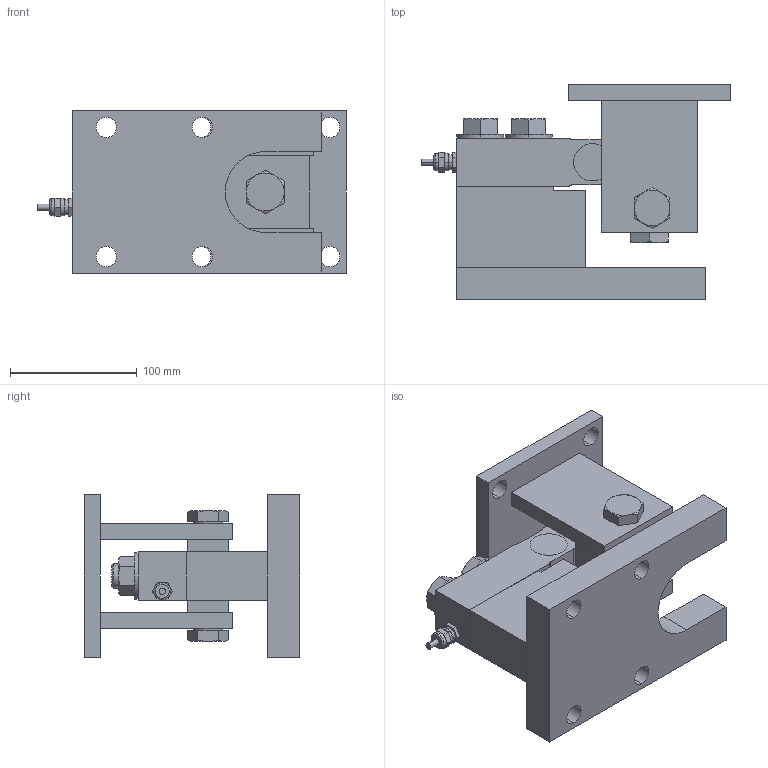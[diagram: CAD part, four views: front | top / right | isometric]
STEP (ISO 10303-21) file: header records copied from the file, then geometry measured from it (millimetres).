
FILE_DESCRIPTION (( 'STEP AP203' ), '1' );
FILE_NAME ('563YHM2-(3000-5000)kg.STEP', '2025-07-10T08:39:01', ( '' ), ( '' ), 'SwSTEP 2.0', 'SolidWorks 2024', '' );
FILE_SCHEMA (( 'CONFIG_CONTROL_DESIGN' ));
Length unit declared in the file: millimetre
Products named in the file (1): 563YHM2-(3000-5000)kg
Bounding box: 243.7 x 170 x 128 mm (x, y, z)
Volume: 1583997.8 mm3; surface area: 221495.1 mm2
Topology: 4 solids, 4 shells, 204 faces, 476 edges, 304 vertices
Faces by surface type: plane 117, cylinder 43, cone 42, torus 2
Entity records: 6143 total; most frequent: CARTESIAN_POINT 1393, ORIENTED_EDGE 952, DIRECTION 950, EDGE_CURVE 476, AXIS2_PLACEMENT_3D 341, VERTEX_POINT 304, LINE 268, VECTOR 268
